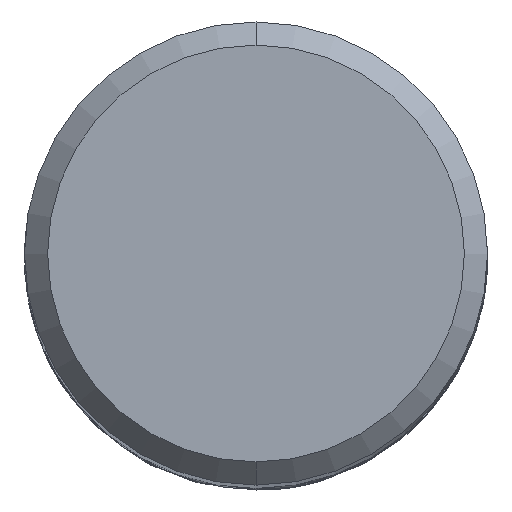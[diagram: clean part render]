
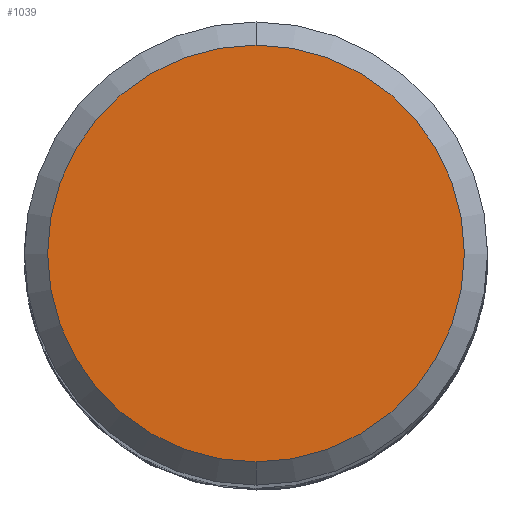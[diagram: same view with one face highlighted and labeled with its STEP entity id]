
A CAD part, top view. The second image highlights one B-rep face of the part: STEP entity #1039.
In plain terms, the highlighted planar face has unit normal (0, 0, 1).
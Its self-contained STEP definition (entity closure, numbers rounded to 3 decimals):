
#977=EDGE_CURVE('',#1851,#1375,#2371,.T.);
#1039=ADVANCED_FACE('',(#2441),#2442,.T.);
#1375=VERTEX_POINT('',#2807);
#1407=EDGE_CURVE('',#1375,#1851,#2840,.T.);
#1851=VERTEX_POINT('',#3321);
#2371=CIRCLE('',#8208,5.4);
#2441=FACE_OUTER_BOUND('',#8992,.T.);
#2442=PLANE('',#8993);
#2807=CARTESIAN_POINT('',(0.0,5.4,0.0));
#2840=CIRCLE('',#13407,5.4);
#3321=CARTESIAN_POINT('',(0.,-5.4,0.0));
#8208=AXIS2_PLACEMENT_3D('',#20943,#20944,#20945);
#8992=EDGE_LOOP('',(#21032,#21033));
#8993=AXIS2_PLACEMENT_3D('',#21034,#21035,#21036);
#13407=AXIS2_PLACEMENT_3D('',#21412,#21413,#21414);
#20943=CARTESIAN_POINT('',(0.0,0.0,0.0));
#20944=DIRECTION('',(0.0,0.0,-1.0));
#20945=DIRECTION('',(0.0,1.0,0.0));
#21032=ORIENTED_EDGE('',*,*,#1407,.F.);
#21033=ORIENTED_EDGE('',*,*,#977,.F.);
#21034=CARTESIAN_POINT('',(0.0,2.7,0.0));
#21035=DIRECTION('',(-0.0,0.0,1.0));
#21036=DIRECTION('',(0.0,-1.0,0.0));
#21412=CARTESIAN_POINT('',(0.0,0.0,0.0));
#21413=DIRECTION('',(0.0,0.0,-1.0));
#21414=DIRECTION('',(0.0,1.0,0.0));
